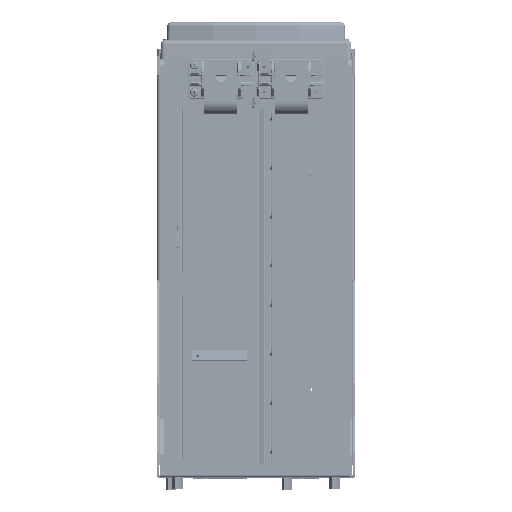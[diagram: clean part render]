
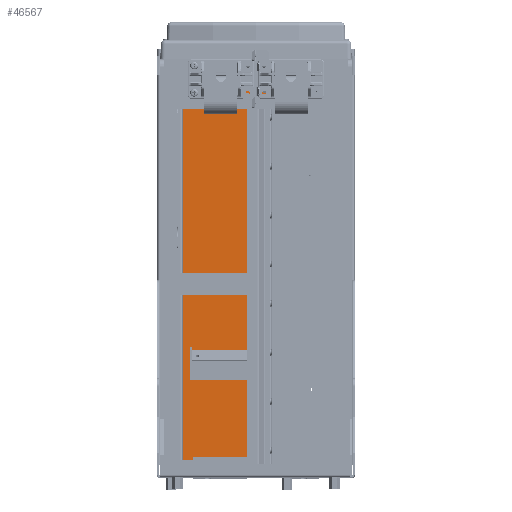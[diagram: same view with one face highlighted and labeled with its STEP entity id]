
A CAD part, top view. The second image highlights one B-rep face of the part: STEP entity #46567.
In plain terms, the highlighted planar face has unit normal (0, 0, 1).
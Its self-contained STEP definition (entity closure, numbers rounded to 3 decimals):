
#39008=DIRECTION('',(1.,0.,0.));
#39009=VECTOR('',#39008,3.3);
#39010=CARTESIAN_POINT('',(-88.4,474.3,-931.));
#39011=LINE('',#39010,#39009);
#39067=DIRECTION('',(0.,1.,0.));
#39068=VECTOR('',#39067,0.4);
#39069=CARTESIAN_POINT('',(-85.1,474.3,-931.));
#39070=LINE('',#39069,#39068);
#39285=DIRECTION('',(0.,-1.,0.));
#39286=VECTOR('',#39285,0.4);
#39287=CARTESIAN_POINT('',(-71.15,474.7,-931.));
#39288=LINE('',#39287,#39286);
#39292=DIRECTION('',(1.,0.,0.));
#39293=VECTOR('',#39292,13.95);
#39294=CARTESIAN_POINT('',(-85.1,474.7,-931.));
#39295=LINE('',#39294,#39293);
#39306=CARTESIAN_POINT('',(-10.7,462.,-931.));
#39307=DIRECTION('',(0.,0.,-1.));
#39308=DIRECTION('',(-1.,0.,0.));
#39309=AXIS2_PLACEMENT_3D('',#39306,#39307,#39308);
#39314=CARTESIAN_POINT('',(-10.7,462.,-931.));
#39315=DIRECTION('',(0.,0.,-1.));
#39316=DIRECTION('',(1.,0.,0.));
#39317=AXIS2_PLACEMENT_3D('',#39314,#39315,#39316);
#39322=CARTESIAN_POINT('',(-77.6,462.,-931.));
#39323=DIRECTION('',(0.,0.,-1.));
#39324=DIRECTION('',(-1.,0.,0.));
#39325=AXIS2_PLACEMENT_3D('',#39322,#39323,#39324);
#39330=CARTESIAN_POINT('',(-77.6,462.,-931.));
#39331=DIRECTION('',(0.,0.,-1.));
#39332=DIRECTION('',(1.,0.,0.));
#39333=AXIS2_PLACEMENT_3D('',#39330,#39331,#39332);
#39481=DIRECTION('',(0.,-1.,0.));
#39482=VECTOR('',#39481,2.854);
#39483=CARTESIAN_POINT('',(12.,157.,-931.));
#39484=LINE('',#39483,#39482);
#39686=DIRECTION('',(-1.,0.,0.));
#39687=VECTOR('',#39686,90.);
#39688=CARTESIAN_POINT('',(12.,154.146,-931.));
#39689=LINE('',#39688,#39687);
#39715=DIRECTION('',(0.,1.,0.));
#39716=VECTOR('',#39715,2.854);
#39717=CARTESIAN_POINT('',(-78.,154.146,-931.));
#39718=LINE('',#39717,#39716);
#39751=DIRECTION('',(-1.,0.,0.));
#39752=VECTOR('',#39751,2.5);
#39753=CARTESIAN_POINT('',(-78.,157.,-931.));
#39754=LINE('',#39753,#39752);
#39786=DIRECTION('',(0.,-1.,0.));
#39787=VECTOR('',#39786,40.);
#39788=CARTESIAN_POINT('',(-80.5,157.,-931.));
#39789=LINE('',#39788,#39787);
#39807=DIRECTION('',(1.,0.,0.));
#39808=VECTOR('',#39807,95.);
#39809=CARTESIAN_POINT('',(-80.5,117.,-931.));
#39810=LINE('',#39809,#39808);
#39821=DIRECTION('',(0.,1.,0.));
#39822=VECTOR('',#39821,40.);
#39823=CARTESIAN_POINT('',(14.5,117.,-931.));
#39824=LINE('',#39823,#39822);
#39849=DIRECTION('',(-1.,0.,0.));
#39850=VECTOR('',#39849,2.5);
#39851=CARTESIAN_POINT('',(14.5,157.,-931.));
#39852=LINE('',#39851,#39850);
#39930=DIRECTION('',(1.,0.,0.));
#39931=VECTOR('',#39930,54.);
#39932=CARTESIAN_POINT('',(-71.15,474.3,-931.));
#39933=LINE('',#39932,#39931);
#39959=DIRECTION('',(0.,1.,0.));
#39960=VECTOR('',#39959,0.4);
#39961=CARTESIAN_POINT('',(-17.15,474.3,-931.));
#39962=LINE('',#39961,#39960);
#40183=DIRECTION('',(0.,-1.,0.));
#40184=VECTOR('',#40183,0.4);
#40185=CARTESIAN_POINT('',(-3.2,474.7,-931.));
#40186=LINE('',#40185,#40184);
#40226=DIRECTION('',(1.,0.,0.));
#40227=VECTOR('',#40226,3.);
#40228=CARTESIAN_POINT('',(-3.2,474.3,-931.));
#40229=LINE('',#40228,#40227);
#40261=DIRECTION('',(0.,1.,0.));
#40262=VECTOR('',#40261,1.5);
#40263=CARTESIAN_POINT('',(-0.2,474.3,-931.));
#40264=LINE('',#40263,#40262);
#40290=DIRECTION('',(1.,0.,0.));
#40291=VECTOR('',#40290,17.6);
#40292=CARTESIAN_POINT('',(-0.2,475.8,-931.));
#40293=LINE('',#40292,#40291);
#40377=DIRECTION('',(-1.,0.,0.));
#40378=VECTOR('',#40377,11.4);
#40379=CARTESIAN_POINT('',(17.4,2.5,-931.));
#40380=LINE('',#40379,#40378);
#40434=DIRECTION('',(0.,1.,0.));
#40435=VECTOR('',#40434,21.);
#40436=CARTESIAN_POINT('',(6.,2.5,-931.));
#40437=LINE('',#40436,#40435);
#40455=DIRECTION('',(-1.,0.,0.));
#40456=VECTOR('',#40455,82.);
#40457=CARTESIAN_POINT('',(6.,23.5,-931.));
#40458=LINE('',#40457,#40456);
#40469=DIRECTION('',(0.,-1.,0.));
#40470=VECTOR('',#40469,21.);
#40471=CARTESIAN_POINT('',(-76.,23.5,-931.));
#40472=LINE('',#40471,#40470);
#40559=DIRECTION('',(-1.,0.,0.));
#40560=VECTOR('',#40559,12.4);
#40561=CARTESIAN_POINT('',(-76.,2.5,-931.));
#40562=LINE('',#40561,#40560);
#43273=DIRECTION('',(0.,1.,0.));
#43274=VECTOR('',#43273,471.8);
#43275=CARTESIAN_POINT('',(-88.4,2.5,-931.));
#43276=LINE('',#43275,#43274);
#43287=DIRECTION('',(0.,-1.,0.));
#43288=VECTOR('',#43287,473.3);
#43289=CARTESIAN_POINT('',(17.4,475.8,-931.));
#43290=LINE('',#43289,#43288);
#43316=DIRECTION('',(1.,0.,0.));
#43317=VECTOR('',#43316,13.95);
#43318=CARTESIAN_POINT('',(-17.15,474.7,-931.));
#43319=LINE('',#43318,#43317);
#43602=CARTESIAN_POINT('',(-78.,154.146,-931.));
#43604=VERTEX_POINT('',#43602);
#43607=CARTESIAN_POINT('',(12.,154.146,-931.));
#43608=VERTEX_POINT('',#43607);
#43623=CARTESIAN_POINT('',(-78.,157.,-931.));
#43624=VERTEX_POINT('',#43623);
#43627=CARTESIAN_POINT('',(-80.5,157.,-931.));
#43628=VERTEX_POINT('',#43627);
#43631=CARTESIAN_POINT('',(-80.5,117.,-931.));
#43633=VERTEX_POINT('',#43631);
#43635=CARTESIAN_POINT('',(14.5,117.,-931.));
#43637=VERTEX_POINT('',#43635);
#43640=CARTESIAN_POINT('',(14.5,157.,-931.));
#43642=VERTEX_POINT('',#43640);
#43645=CARTESIAN_POINT('',(12.,157.,-931.));
#43646=VERTEX_POINT('',#43645);
#44087=CARTESIAN_POINT('',(-88.4,474.3,-931.));
#44089=VERTEX_POINT('',#44087);
#44092=CARTESIAN_POINT('',(-88.4,2.5,-931.));
#44093=VERTEX_POINT('',#44092);
#44145=CARTESIAN_POINT('',(-71.15,474.7,-931.));
#44147=VERTEX_POINT('',#44145);
#44150=CARTESIAN_POINT('',(-85.1,474.7,-931.));
#44151=VERTEX_POINT('',#44150);
#44152=CARTESIAN_POINT('',(-71.15,474.3,-931.));
#44153=VERTEX_POINT('',#44152);
#44160=CARTESIAN_POINT('',(-85.1,474.3,-931.));
#44161=VERTEX_POINT('',#44160);
#44168=CARTESIAN_POINT('',(-76.,2.5,-931.));
#44169=VERTEX_POINT('',#44168);
#44170=CARTESIAN_POINT('',(-76.,23.5,-931.));
#44172=VERTEX_POINT('',#44170);
#44174=CARTESIAN_POINT('',(6.,23.5,-931.));
#44176=VERTEX_POINT('',#44174);
#44178=CARTESIAN_POINT('',(6.,2.5,-931.));
#44180=VERTEX_POINT('',#44178);
#44196=CARTESIAN_POINT('',(17.4,2.5,-931.));
#44197=VERTEX_POINT('',#44196);
#44200=CARTESIAN_POINT('',(17.4,475.8,-931.));
#44201=VERTEX_POINT('',#44200);
#44212=CARTESIAN_POINT('',(-0.2,475.8,-931.));
#44213=VERTEX_POINT('',#44212);
#44216=CARTESIAN_POINT('',(-0.2,474.3,-931.));
#44217=VERTEX_POINT('',#44216);
#44220=CARTESIAN_POINT('',(-3.2,474.3,-931.));
#44221=VERTEX_POINT('',#44220);
#44232=CARTESIAN_POINT('',(-17.15,474.3,-931.));
#44233=VERTEX_POINT('',#44232);
#44234=CARTESIAN_POINT('',(-3.2,474.7,-931.));
#44235=VERTEX_POINT('',#44234);
#44236=CARTESIAN_POINT('',(-17.15,474.7,-931.));
#44237=VERTEX_POINT('',#44236);
#44338=CARTESIAN_POINT('',(-74.3,462.,-931.));
#44340=VERTEX_POINT('',#44338);
#44342=CARTESIAN_POINT('',(-80.9,462.,-931.));
#44344=VERTEX_POINT('',#44342);
#44354=CARTESIAN_POINT('',(-7.4,462.,-931.));
#44356=VERTEX_POINT('',#44354);
#44358=CARTESIAN_POINT('',(-14.,462.,-931.));
#44360=VERTEX_POINT('',#44358);
#46498=CARTESIAN_POINT('',(-89.1,1.9,-931.));
#46499=DIRECTION('',(0.,0.,1.));
#46500=DIRECTION('',(1.,0.,0.));
#46501=AXIS2_PLACEMENT_3D('',#46498,#46499,#46500);
#46502=PLANE('',#46501);
#46504=ORIENTED_EDGE('',*,*,#46503,.T.);
#46506=ORIENTED_EDGE('',*,*,#46505,.T.);
#46508=ORIENTED_EDGE('',*,*,#46507,.T.);
#46510=ORIENTED_EDGE('',*,*,#46509,.T.);
#46512=ORIENTED_EDGE('',*,*,#46511,.T.);
#46514=ORIENTED_EDGE('',*,*,#46513,.T.);
#46516=ORIENTED_EDGE('',*,*,#46515,.T.);
#46518=ORIENTED_EDGE('',*,*,#46517,.T.);
#46520=ORIENTED_EDGE('',*,*,#46519,.T.);
#46522=ORIENTED_EDGE('',*,*,#46521,.T.);
#46524=ORIENTED_EDGE('',*,*,#46523,.T.);
#46526=ORIENTED_EDGE('',*,*,#46525,.T.);
#46528=ORIENTED_EDGE('',*,*,#46527,.T.);
#46530=ORIENTED_EDGE('',*,*,#46529,.T.);
#46531=ORIENTED_EDGE('',*,*,#46268,.T.);
#46532=ORIENTED_EDGE('',*,*,#46302,.T.);
#46533=ORIENTED_EDGE('',*,*,#46484,.T.);
#46534=ORIENTED_EDGE('',*,*,#46466,.T.);
#46535=EDGE_LOOP('',(#46504,#46506,#46508,#46510,#46512,#46514,#46516,#46518,
#46520,#46522,#46524,#46526,#46528,#46530,#46531,#46532,#46533,#46534));
#46536=FACE_OUTER_BOUND('',#46535,.F.);
#46538=ORIENTED_EDGE('',*,*,#46537,.F.);
#46540=ORIENTED_EDGE('',*,*,#46539,.F.);
#46541=EDGE_LOOP('',(#46538,#46540));
#46542=FACE_BOUND('',#46541,.F.);
#46544=ORIENTED_EDGE('',*,*,#46543,.T.);
#46546=ORIENTED_EDGE('',*,*,#46545,.T.);
#46548=ORIENTED_EDGE('',*,*,#46547,.T.);
#46550=ORIENTED_EDGE('',*,*,#46549,.T.);
#46552=ORIENTED_EDGE('',*,*,#46551,.T.);
#46554=ORIENTED_EDGE('',*,*,#46553,.T.);
#46556=ORIENTED_EDGE('',*,*,#46555,.T.);
#46558=ORIENTED_EDGE('',*,*,#46557,.T.);
#46559=EDGE_LOOP('',(#46544,#46546,#46548,#46550,#46552,#46554,#46556,#46558));
#46560=FACE_BOUND('',#46559,.F.);
#46562=ORIENTED_EDGE('',*,*,#46561,.F.);
#46564=ORIENTED_EDGE('',*,*,#46563,.F.);
#46565=EDGE_LOOP('',(#46562,#46564));
#46566=FACE_BOUND('',#46565,.F.);
#46567=ADVANCED_FACE('',(#46536,#46542,#46560,#46566),#46502,.T.);
#39310=CIRCLE('',#39309,3.3);
#39318=CIRCLE('',#39317,3.3);
#39326=CIRCLE('',#39325,3.3);
#39334=CIRCLE('',#39333,3.3);
#46268=EDGE_CURVE('',#44089,#44161,#39011,.T.);
#46302=EDGE_CURVE('',#44161,#44151,#39070,.T.);
#46466=EDGE_CURVE('',#44147,#44153,#39288,.T.);
#46484=EDGE_CURVE('',#44151,#44147,#39295,.T.);
#46503=EDGE_CURVE('',#44153,#44233,#39933,.T.);
#46505=EDGE_CURVE('',#44233,#44237,#39962,.T.);
#46507=EDGE_CURVE('',#44237,#44235,#43319,.T.);
#46509=EDGE_CURVE('',#44235,#44221,#40186,.T.);
#46511=EDGE_CURVE('',#44221,#44217,#40229,.T.);
#46513=EDGE_CURVE('',#44217,#44213,#40264,.T.);
#46515=EDGE_CURVE('',#44213,#44201,#40293,.T.);
#46517=EDGE_CURVE('',#44201,#44197,#43290,.T.);
#46519=EDGE_CURVE('',#44197,#44180,#40380,.T.);
#46521=EDGE_CURVE('',#44180,#44176,#40437,.T.);
#46523=EDGE_CURVE('',#44176,#44172,#40458,.T.);
#46525=EDGE_CURVE('',#44172,#44169,#40472,.T.);
#46527=EDGE_CURVE('',#44169,#44093,#40562,.T.);
#46529=EDGE_CURVE('',#44093,#44089,#43276,.T.);
#46537=EDGE_CURVE('',#44344,#44340,#39326,.T.);
#46539=EDGE_CURVE('',#44340,#44344,#39334,.T.);
#46543=EDGE_CURVE('',#43608,#43604,#39689,.T.);
#46545=EDGE_CURVE('',#43604,#43624,#39718,.T.);
#46547=EDGE_CURVE('',#43624,#43628,#39754,.T.);
#46549=EDGE_CURVE('',#43628,#43633,#39789,.T.);
#46551=EDGE_CURVE('',#43633,#43637,#39810,.T.);
#46553=EDGE_CURVE('',#43637,#43642,#39824,.T.);
#46555=EDGE_CURVE('',#43642,#43646,#39852,.T.);
#46557=EDGE_CURVE('',#43646,#43608,#39484,.T.);
#46561=EDGE_CURVE('',#44360,#44356,#39310,.T.);
#46563=EDGE_CURVE('',#44356,#44360,#39318,.T.);
